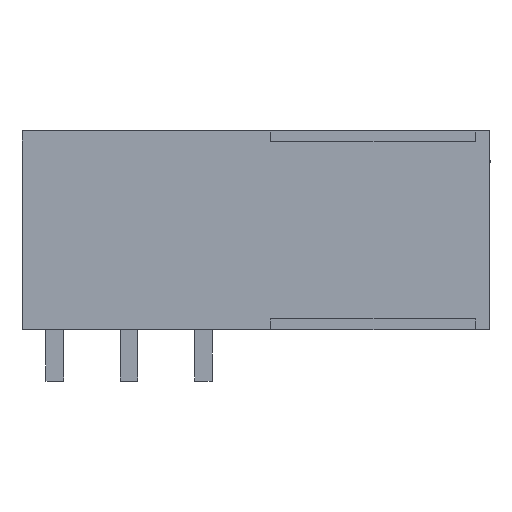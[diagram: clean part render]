
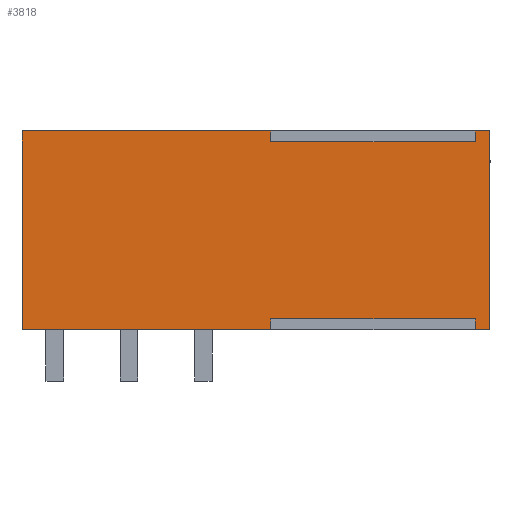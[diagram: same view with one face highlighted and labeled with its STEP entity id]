
A CAD part, left-side view. The second image highlights one B-rep face of the part: STEP entity #3818.
In plain terms, the highlighted planar face has unit normal (-1, 0, 0).
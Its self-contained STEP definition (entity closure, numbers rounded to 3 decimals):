
#3764=AXIS2_PLACEMENT_3D('Plane Axis2P3D',#3761,#3762,#3763) ;
#1909=CARTESIAN_POINT('Vertex',(0.,0.,17.1)) ;
#1912=CARTESIAN_POINT('Line Origine',(0.,0.,10.3)) ;
#1916=CARTESIAN_POINT('Vertex',(0.,0.,3.5)) ;
#2525=CARTESIAN_POINT('Line Origine',(0.,0.5,3.5)) ;
#2529=CARTESIAN_POINT('Vertex',(0.,1.,3.5)) ;
#2550=CARTESIAN_POINT('Vertex',(0.,15.,3.5)) ;
#2553=CARTESIAN_POINT('Line Origine',(0.,23.5,3.5)) ;
#2557=CARTESIAN_POINT('Vertex',(0.,32.,3.5)) ;
#2795=CARTESIAN_POINT('Line Origine',(0.,32.,10.3)) ;
#2799=CARTESIAN_POINT('Vertex',(0.,32.,17.1)) ;
#2855=CARTESIAN_POINT('Line Origine',(0.,23.5,17.1)) ;
#2859=CARTESIAN_POINT('Vertex',(0.,15.,17.1)) ;
#2880=CARTESIAN_POINT('Vertex',(0.,1.,17.1)) ;
#2883=CARTESIAN_POINT('Line Origine',(0.,0.5,17.1)) ;
#3761=CARTESIAN_POINT('Axis2P3D Location',(0.,0.,17.1)) ;
#3766=CARTESIAN_POINT('Line Origine',(0.,1.,16.725)) ;
#3770=CARTESIAN_POINT('Vertex',(0.,1.,16.35)) ;
#3773=CARTESIAN_POINT('Line Origine',(0.,8.,16.35)) ;
#3777=CARTESIAN_POINT('Vertex',(0.,15.,16.35)) ;
#3780=CARTESIAN_POINT('Line Origine',(0.,15.,16.725)) ;
#3785=CARTESIAN_POINT('Line Origine',(0.,15.,3.875)) ;
#3789=CARTESIAN_POINT('Vertex',(0.,15.,4.25)) ;
#3792=CARTESIAN_POINT('Line Origine',(0.,8.,4.25)) ;
#3796=CARTESIAN_POINT('Vertex',(0.,1.,4.25)) ;
#3799=CARTESIAN_POINT('Line Origine',(0.,1.,3.875)) ;
#1913=DIRECTION('Vector Direction',(0.,0.,-1.)) ;
#2526=DIRECTION('Vector Direction',(0.,1.,0.)) ;
#2554=DIRECTION('Vector Direction',(0.,1.,0.)) ;
#2796=DIRECTION('Vector Direction',(0.,0.,-1.)) ;
#2856=DIRECTION('Vector Direction',(0.,1.,0.)) ;
#2884=DIRECTION('Vector Direction',(0.,1.,0.)) ;
#3762=DIRECTION('Axis2P3D Direction',(1.,0.,0.)) ;
#3763=DIRECTION('Axis2P3D XDirection',(0.,0.,-1.)) ;
#3767=DIRECTION('Vector Direction',(0.,0.,-1.)) ;
#3774=DIRECTION('Vector Direction',(0.,1.,0.)) ;
#3781=DIRECTION('Vector Direction',(0.,0.,-1.)) ;
#3786=DIRECTION('Vector Direction',(0.,0.,-1.)) ;
#3793=DIRECTION('Vector Direction',(0.,1.,0.)) ;
#3800=DIRECTION('Vector Direction',(0.,0.,-1.)) ;
#1914=VECTOR('Line Direction',#1913,1.) ;
#2527=VECTOR('Line Direction',#2526,1.) ;
#2555=VECTOR('Line Direction',#2554,1.) ;
#2797=VECTOR('Line Direction',#2796,1.) ;
#2857=VECTOR('Line Direction',#2856,1.) ;
#2885=VECTOR('Line Direction',#2884,1.) ;
#3768=VECTOR('Line Direction',#3767,1.) ;
#3775=VECTOR('Line Direction',#3774,1.) ;
#3782=VECTOR('Line Direction',#3781,1.) ;
#3787=VECTOR('Line Direction',#3786,1.) ;
#3794=VECTOR('Line Direction',#3793,1.) ;
#3801=VECTOR('Line Direction',#3800,1.) ;
#3805=ORIENTED_EDGE('',*,*,#3772,.F.) ;
#3806=ORIENTED_EDGE('',*,*,#3779,.T.) ;
#3807=ORIENTED_EDGE('',*,*,#3784,.F.) ;
#3808=ORIENTED_EDGE('',*,*,#2861,.T.) ;
#3809=ORIENTED_EDGE('',*,*,#2801,.T.) ;
#3810=ORIENTED_EDGE('',*,*,#2559,.F.) ;
#3811=ORIENTED_EDGE('',*,*,#3791,.F.) ;
#3812=ORIENTED_EDGE('',*,*,#3798,.F.) ;
#3813=ORIENTED_EDGE('',*,*,#3803,.F.) ;
#3814=ORIENTED_EDGE('',*,*,#2531,.F.) ;
#3815=ORIENTED_EDGE('',*,*,#1918,.F.) ;
#3816=ORIENTED_EDGE('',*,*,#2887,.T.) ;
#3818=ADVANCED_FACE('HOUSING',(#3817),#3765,.F.) ;
#1918=EDGE_CURVE('',#1910,#1917,#1915,.T.) ;
#2531=EDGE_CURVE('',#1917,#2530,#2528,.T.) ;
#2559=EDGE_CURVE('',#2551,#2558,#2556,.T.) ;
#2801=EDGE_CURVE('',#2800,#2558,#2798,.T.) ;
#2861=EDGE_CURVE('',#2860,#2800,#2858,.T.) ;
#2887=EDGE_CURVE('',#1910,#2881,#2886,.T.) ;
#3772=EDGE_CURVE('',#3771,#2881,#3769,.F.) ;
#3779=EDGE_CURVE('',#3771,#3778,#3776,.T.) ;
#3784=EDGE_CURVE('',#2860,#3778,#3783,.T.) ;
#3791=EDGE_CURVE('',#3790,#2551,#3788,.T.) ;
#3798=EDGE_CURVE('',#3797,#3790,#3795,.T.) ;
#3803=EDGE_CURVE('',#2530,#3797,#3802,.F.) ;
#3804=EDGE_LOOP('',(#3805,#3806,#3807,#3808,#3809,#3810,#3811,#3812,#3813,#3814,#3815,#3816)) ;
#3817=FACE_OUTER_BOUND('',#3804,.T.) ;
#1915=LINE('Line',#1912,#1914) ;
#2528=LINE('Line',#2525,#2527) ;
#2556=LINE('Line',#2553,#2555) ;
#2798=LINE('Line',#2795,#2797) ;
#2858=LINE('Line',#2855,#2857) ;
#2886=LINE('Line',#2883,#2885) ;
#3769=LINE('Line',#3766,#3768) ;
#3776=LINE('Line',#3773,#3775) ;
#3783=LINE('Line',#3780,#3782) ;
#3788=LINE('Line',#3785,#3787) ;
#3795=LINE('Line',#3792,#3794) ;
#3802=LINE('Line',#3799,#3801) ;
#3765=PLANE('',#3764) ;
#1910=VERTEX_POINT('',#1909) ;
#1917=VERTEX_POINT('',#1916) ;
#2530=VERTEX_POINT('',#2529) ;
#2551=VERTEX_POINT('',#2550) ;
#2558=VERTEX_POINT('',#2557) ;
#2800=VERTEX_POINT('',#2799) ;
#2860=VERTEX_POINT('',#2859) ;
#2881=VERTEX_POINT('',#2880) ;
#3771=VERTEX_POINT('',#3770) ;
#3778=VERTEX_POINT('',#3777) ;
#3790=VERTEX_POINT('',#3789) ;
#3797=VERTEX_POINT('',#3796) ;
